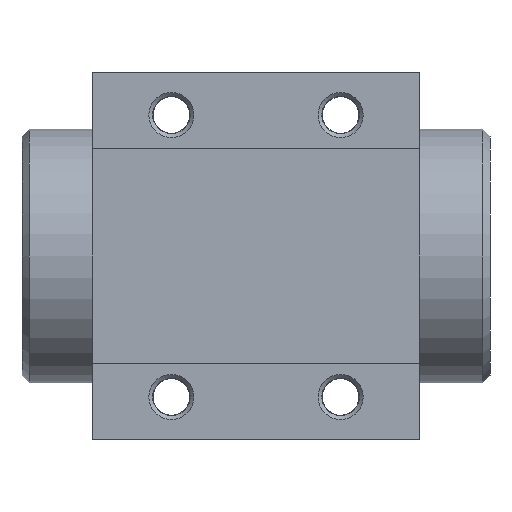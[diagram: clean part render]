
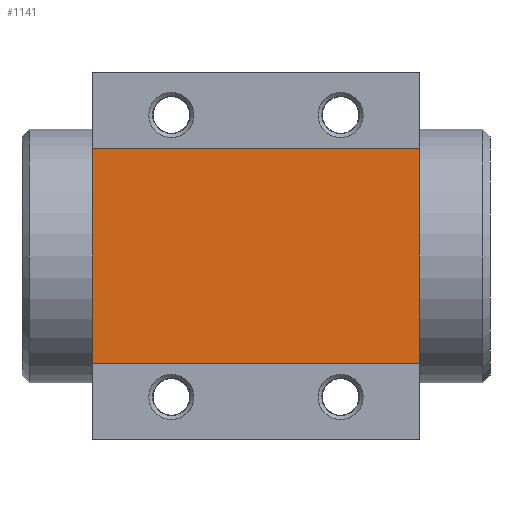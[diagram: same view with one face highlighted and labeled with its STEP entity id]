
A CAD part, front view. The second image highlights one B-rep face of the part: STEP entity #1141.
In plain terms, the highlighted planar face has unit normal (0, -1, 0).
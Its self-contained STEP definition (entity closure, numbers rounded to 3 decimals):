
#36=PLANE('',#1274);
#111=LINE('',#2169,#151);
#113=LINE('',#2173,#153);
#114=LINE('',#2175,#154);
#115=LINE('',#2177,#155);
#151=VECTOR('',#1531,1000.);
#153=VECTOR('',#1535,1000.);
#154=VECTOR('',#1536,1000.);
#155=VECTOR('',#1537,1000.);
#267=ORIENTED_EDGE('',*,*,#544,.T.);
#268=ORIENTED_EDGE('',*,*,#545,.F.);
#269=ORIENTED_EDGE('',*,*,#546,.F.);
#270=ORIENTED_EDGE('',*,*,#542,.T.);
#542=EDGE_CURVE('',#674,#673,#111,.T.);
#544=EDGE_CURVE('',#673,#675,#113,.T.);
#545=EDGE_CURVE('',#676,#675,#114,.T.);
#546=EDGE_CURVE('',#674,#676,#115,.T.);
#673=VERTEX_POINT('',#2168);
#674=VERTEX_POINT('',#2170);
#675=VERTEX_POINT('',#2174);
#676=VERTEX_POINT('',#2176);
#821=EDGE_LOOP('',(#267,#268,#269,#270));
#975=FACE_BOUND('',#821,.T.);
#1141=ADVANCED_FACE('',(#975),#36,.F.);
#1274=AXIS2_PLACEMENT_3D('',#2172,#1533,#1534);
#1531=DIRECTION('',(-1.,0.,0.));
#1533=DIRECTION('',(0.,1.,0.));
#1534=DIRECTION('',(0.,0.,1.));
#1535=DIRECTION('',(0.,0.,-1.));
#1536=DIRECTION('',(-1.,0.,0.));
#1537=DIRECTION('',(0.,0.,-1.));
#2168=CARTESIAN_POINT('',(-29.,2.031,19.));
#2169=CARTESIAN_POINT('',(29.,2.031,19.));
#2170=CARTESIAN_POINT('',(29.,2.031,19.));
#2172=CARTESIAN_POINT('',(29.,2.031,19.));
#2173=CARTESIAN_POINT('',(-29.,2.031,19.));
#2174=CARTESIAN_POINT('',(-29.,2.031,-19.));
#2175=CARTESIAN_POINT('',(29.,2.031,-19.));
#2176=CARTESIAN_POINT('',(29.,2.031,-19.));
#2177=CARTESIAN_POINT('',(29.,2.031,19.));
